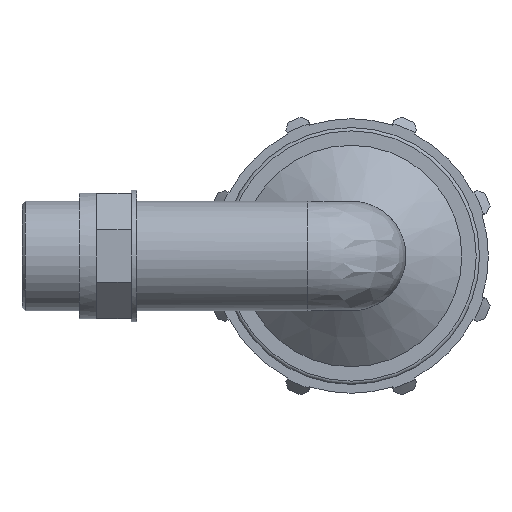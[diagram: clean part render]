
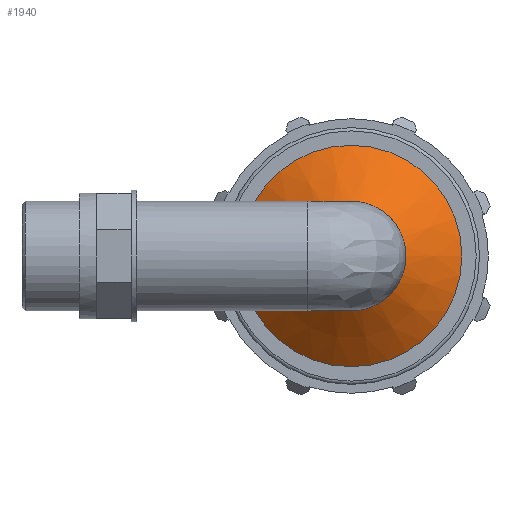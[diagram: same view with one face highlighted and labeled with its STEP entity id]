
A CAD part, left-side view. The second image highlights one B-rep face of the part: STEP entity #1940.
In plain terms, the highlighted conical face has half-angle 50 degrees and reference radius 31.665 mm.
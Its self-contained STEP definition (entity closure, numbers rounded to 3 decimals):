
#48=CONICAL_SURFACE('',#2097,31.665,50.);
#63=B_SPLINE_CURVE_WITH_KNOTS('',3,(#3011,#3012,#3013,#3014,#3015,#3016,
#3017,#3018,#3019,#3020,#3021,#3022,#3023,#3024,#3025,#3026,#3027,#3028),
 .UNSPECIFIED.,.F.,.F.,(4,2,2,2,2,2,2,2,4),(8.143,8.247,
8.695,9.075,9.455,9.835,10.215,
10.663,10.767),.UNSPECIFIED.);
#66=FACE_BOUND('',#298,.T.);
#170=FACE_OUTER_BOUND('',#297,.T.);
#297=EDGE_LOOP('',(#1404));
#298=EDGE_LOOP('',(#1405,#1406));
#731=CIRCLE('',#2087,20.955);
#737=CIRCLE('',#2098,42.375);
#847=VERTEX_POINT('',#2997);
#848=VERTEX_POINT('',#2998);
#854=VERTEX_POINT('',#3060);
#1066=EDGE_CURVE('',#847,#848,#731,.T.);
#1072=EDGE_CURVE('',#847,#848,#63,.T.);
#1075=EDGE_CURVE('',#854,#854,#737,.T.);
#1404=ORIENTED_EDGE('',*,*,#1075,.F.);
#1405=ORIENTED_EDGE('',*,*,#1072,.F.);
#1406=ORIENTED_EDGE('',*,*,#1066,.T.);
#1940=ADVANCED_FACE('',(#170,#66),#48,.T.);
#2087=AXIS2_PLACEMENT_3D('',#2999,#2417,#2418);
#2097=AXIS2_PLACEMENT_3D('',#3059,#2437,#2438);
#2098=AXIS2_PLACEMENT_3D('',#3061,#2439,#2440);
#2417=DIRECTION('center_axis',(1.,0.,0.));
#2418=DIRECTION('ref_axis',(0.,0.,-1.));
#2437=DIRECTION('center_axis',(1.,0.,0.));
#2438=DIRECTION('ref_axis',(0.,1.,0.));
#2439=DIRECTION('center_axis',(1.,0.,0.));
#2440=DIRECTION('ref_axis',(0.,0.,-1.));
#2997=CARTESIAN_POINT('',(17.866,17.866,10.95));
#2998=CARTESIAN_POINT('',(17.866,17.866,-10.95));
#2999=CARTESIAN_POINT('Origin',(17.866,0.,0.));
#3011=CARTESIAN_POINT('Ctrl Pts',(17.866,17.866,10.95));
#3012=CARTESIAN_POINT('Ctrl Pts',(17.99,18.162,10.749));
#3013=CARTESIAN_POINT('Ctrl Pts',(18.113,18.454,10.539));
#3014=CARTESIAN_POINT('Ctrl Pts',(18.761,19.965,9.396));
#3015=CARTESIAN_POINT('Ctrl Pts',(19.267,21.08,8.326));
#3016=CARTESIAN_POINT('Ctrl Pts',(20.03,22.719,6.242));
#3017=CARTESIAN_POINT('Ctrl Pts',(20.366,23.422,5.093));
#3018=CARTESIAN_POINT('Ctrl Pts',(20.831,24.383,2.607));
#3019=CARTESIAN_POINT('Ctrl Pts',(20.955,24.636,1.267));
#3020=CARTESIAN_POINT('Ctrl Pts',(20.955,24.636,-1.267));
#3021=CARTESIAN_POINT('Ctrl Pts',(20.831,24.383,-2.607));
#3022=CARTESIAN_POINT('Ctrl Pts',(20.366,23.422,-5.093));
#3023=CARTESIAN_POINT('Ctrl Pts',(20.03,22.719,-6.242));
#3024=CARTESIAN_POINT('Ctrl Pts',(19.267,21.08,-8.326));
#3025=CARTESIAN_POINT('Ctrl Pts',(18.761,19.965,-9.396));
#3026=CARTESIAN_POINT('Ctrl Pts',(18.113,18.454,-10.539));
#3027=CARTESIAN_POINT('Ctrl Pts',(17.99,18.162,-10.749));
#3028=CARTESIAN_POINT('Ctrl Pts',(17.866,17.866,-10.95));
#3059=CARTESIAN_POINT('Origin',(26.853,0.,0.));
#3060=CARTESIAN_POINT('',(35.84,42.375,0.));
#3061=CARTESIAN_POINT('Origin',(35.84,0.,0.));
